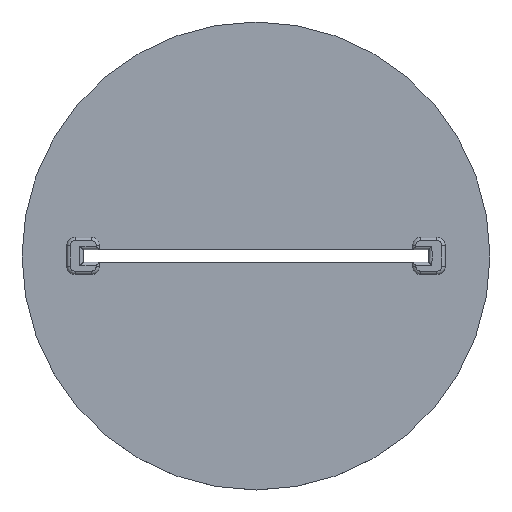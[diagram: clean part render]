
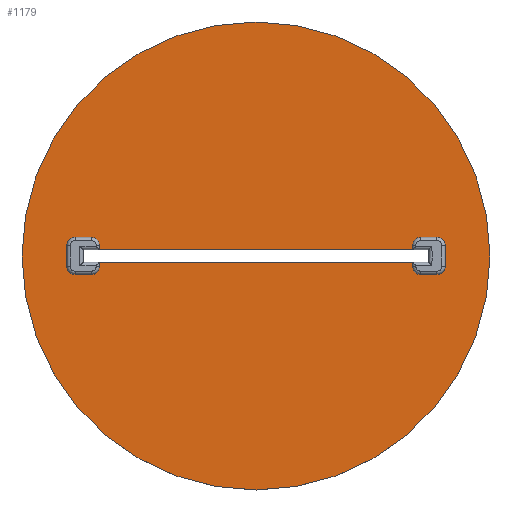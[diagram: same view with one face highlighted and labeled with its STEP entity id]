
A CAD part, top view. The second image highlights one B-rep face of the part: STEP entity #1179.
In plain terms, the highlighted planar face has unit normal (0, 0, 1).
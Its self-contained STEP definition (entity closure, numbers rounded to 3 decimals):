
#36=FACE_BOUND('',#283,.T.);
#113=CIRCLE('',#1274,1.);
#114=CIRCLE('',#1277,1.);
#115=CIRCLE('',#1280,1.);
#132=CIRCLE('',#1316,1.);
#133=CIRCLE('',#1319,1.);
#134=CIRCLE('',#1322,1.);
#135=CIRCLE('',#1326,1.);
#136=CIRCLE('',#1330,1.);
#138=CIRCLE('',#1336,28.7);
#204=FACE_OUTER_BOUND('',#282,.T.);
#282=EDGE_LOOP('',(#998));
#283=EDGE_LOOP('',(#999,#1000,#1001,#1002,#1003,#1004,#1005,#1006,#1007,
#1008,#1009,#1010,#1011,#1012,#1013,#1014,#1015,#1016,#1017,#1018));
#330=LINE('',#1920,#421);
#333=LINE('',#1928,#424);
#336=LINE('',#1936,#427);
#356=LINE('',#2019,#447);
#359=LINE('',#2027,#450);
#362=LINE('',#2035,#453);
#365=LINE('',#2044,#456);
#366=LINE('',#2047,#457);
#369=LINE('',#2055,#460);
#376=LINE('',#2073,#467);
#377=LINE('',#2074,#468);
#378=LINE('',#2075,#469);
#421=VECTOR('',#1523,10.);
#424=VECTOR('',#1532,10.);
#427=VECTOR('',#1541,10.);
#447=VECTOR('',#1633,10.);
#450=VECTOR('',#1642,10.);
#453=VECTOR('',#1651,10.);
#456=VECTOR('',#1662,10.);
#457=VECTOR('',#1665,10.);
#460=VECTOR('',#1674,10.);
#467=VECTOR('',#1691,10.);
#468=VECTOR('',#1692,10.);
#469=VECTOR('',#1693,10.);
#531=VERTEX_POINT('',#1912);
#532=VERTEX_POINT('',#1914);
#533=VERTEX_POINT('',#1918);
#534=VERTEX_POINT('',#1922);
#535=VERTEX_POINT('',#1926);
#536=VERTEX_POINT('',#1930);
#537=VERTEX_POINT('',#1934);
#562=VERTEX_POINT('',#2011);
#563=VERTEX_POINT('',#2013);
#564=VERTEX_POINT('',#2017);
#565=VERTEX_POINT('',#2021);
#566=VERTEX_POINT('',#2025);
#567=VERTEX_POINT('',#2029);
#568=VERTEX_POINT('',#2033);
#569=VERTEX_POINT('',#2038);
#570=VERTEX_POINT('',#2040);
#571=VERTEX_POINT('',#2046);
#572=VERTEX_POINT('',#2050);
#573=VERTEX_POINT('',#2054);
#578=VERTEX_POINT('',#2070);
#579=VERTEX_POINT('',#2072);
#654=EDGE_CURVE('',#531,#532,#113,.F.);
#657=EDGE_CURVE('',#531,#533,#330,.T.);
#659=EDGE_CURVE('',#534,#533,#114,.F.);
#661=EDGE_CURVE('',#534,#535,#333,.T.);
#663=EDGE_CURVE('',#536,#535,#115,.F.);
#665=EDGE_CURVE('',#536,#537,#336,.T.);
#703=EDGE_CURVE('',#562,#563,#132,.F.);
#706=EDGE_CURVE('',#562,#564,#356,.T.);
#708=EDGE_CURVE('',#565,#564,#133,.F.);
#710=EDGE_CURVE('',#565,#566,#359,.T.);
#712=EDGE_CURVE('',#567,#566,#134,.F.);
#714=EDGE_CURVE('',#567,#568,#362,.T.);
#716=EDGE_CURVE('',#569,#570,#135,.F.);
#718=EDGE_CURVE('',#569,#532,#365,.T.);
#719=EDGE_CURVE('',#571,#563,#366,.T.);
#721=EDGE_CURVE('',#571,#572,#136,.F.);
#723=EDGE_CURVE('',#573,#572,#369,.T.);
#731=EDGE_CURVE('',#578,#578,#138,.T.);
#732=EDGE_CURVE('',#568,#579,#376,.T.);
#733=EDGE_CURVE('',#579,#570,#377,.T.);
#734=EDGE_CURVE('',#537,#573,#378,.T.);
#998=ORIENTED_EDGE('',*,*,#731,.T.);
#999=ORIENTED_EDGE('',*,*,#714,.T.);
#1000=ORIENTED_EDGE('',*,*,#732,.T.);
#1001=ORIENTED_EDGE('',*,*,#733,.T.);
#1002=ORIENTED_EDGE('',*,*,#716,.F.);
#1003=ORIENTED_EDGE('',*,*,#718,.T.);
#1004=ORIENTED_EDGE('',*,*,#654,.F.);
#1005=ORIENTED_EDGE('',*,*,#657,.T.);
#1006=ORIENTED_EDGE('',*,*,#659,.F.);
#1007=ORIENTED_EDGE('',*,*,#661,.T.);
#1008=ORIENTED_EDGE('',*,*,#663,.F.);
#1009=ORIENTED_EDGE('',*,*,#665,.T.);
#1010=ORIENTED_EDGE('',*,*,#734,.T.);
#1011=ORIENTED_EDGE('',*,*,#723,.T.);
#1012=ORIENTED_EDGE('',*,*,#721,.F.);
#1013=ORIENTED_EDGE('',*,*,#719,.T.);
#1014=ORIENTED_EDGE('',*,*,#703,.F.);
#1015=ORIENTED_EDGE('',*,*,#706,.T.);
#1016=ORIENTED_EDGE('',*,*,#708,.F.);
#1017=ORIENTED_EDGE('',*,*,#710,.T.);
#1018=ORIENTED_EDGE('',*,*,#712,.F.);
#1113=PLANE('',#1335);
#1179=ADVANCED_FACE('',(#204,#36),#1113,.T.);
#1274=AXIS2_PLACEMENT_3D('',#1915,#1517,#1518);
#1277=AXIS2_PLACEMENT_3D('',#1924,#1527,#1528);
#1280=AXIS2_PLACEMENT_3D('',#1932,#1536,#1537);
#1316=AXIS2_PLACEMENT_3D('',#2014,#1627,#1628);
#1319=AXIS2_PLACEMENT_3D('',#2023,#1637,#1638);
#1322=AXIS2_PLACEMENT_3D('',#2031,#1646,#1647);
#1326=AXIS2_PLACEMENT_3D('',#2041,#1657,#1658);
#1330=AXIS2_PLACEMENT_3D('',#2051,#1669,#1670);
#1335=AXIS2_PLACEMENT_3D('',#2069,#1687,#1688);
#1336=AXIS2_PLACEMENT_3D('',#2071,#1689,#1690);
#1517=DIRECTION('center_axis',(0.,0.,-1.));
#1518=DIRECTION('ref_axis',(0.707,0.707,0.));
#1523=DIRECTION('',(0.,-1.,0.));
#1527=DIRECTION('center_axis',(0.,0.,-1.));
#1528=DIRECTION('ref_axis',(0.707,-0.707,0.));
#1532=DIRECTION('',(-1.,0.,0.));
#1536=DIRECTION('center_axis',(0.,0.,-1.));
#1537=DIRECTION('ref_axis',(-0.707,-0.707,0.));
#1541=DIRECTION('',(0.,1.,0.));
#1627=DIRECTION('center_axis',(0.,0.,-1.));
#1628=DIRECTION('ref_axis',(-0.707,-0.707,0.));
#1633=DIRECTION('',(0.,1.,0.));
#1637=DIRECTION('center_axis',(0.,0.,-1.));
#1638=DIRECTION('ref_axis',(-0.707,0.707,0.));
#1642=DIRECTION('',(1.,0.,0.));
#1646=DIRECTION('center_axis',(0.,0.,-1.));
#1647=DIRECTION('ref_axis',(0.707,0.707,0.));
#1651=DIRECTION('',(0.,-1.,0.));
#1657=DIRECTION('center_axis',(0.,0.,-1.));
#1658=DIRECTION('ref_axis',(-0.707,0.707,0.));
#1662=DIRECTION('',(1.,0.,0.));
#1665=DIRECTION('',(-1.,0.,0.));
#1669=DIRECTION('center_axis',(0.,0.,-1.));
#1670=DIRECTION('ref_axis',(0.707,-0.707,0.));
#1674=DIRECTION('',(0.,-1.,0.));
#1687=DIRECTION('center_axis',(0.,0.,1.));
#1688=DIRECTION('ref_axis',(-1.,0.,0.));
#1689=DIRECTION('center_axis',(0.,0.,1.));
#1690=DIRECTION('ref_axis',(-1.,0.,0.));
#1691=DIRECTION('',(1.,0.,0.));
#1692=DIRECTION('',(0.,1.,0.));
#1693=DIRECTION('',(-1.,0.,0.));
#1912=CARTESIAN_POINT('',(23.2,1.275,9.6));
#1914=CARTESIAN_POINT('',(22.2,2.275,9.6));
#1915=CARTESIAN_POINT('Origin',(22.2,1.275,9.6));
#1918=CARTESIAN_POINT('',(23.2,-1.275,9.6));
#1920=CARTESIAN_POINT('',(23.2,-1.138,9.6));
#1922=CARTESIAN_POINT('',(22.2,-2.275,9.6));
#1924=CARTESIAN_POINT('Origin',(22.2,-1.275,9.6));
#1926=CARTESIAN_POINT('',(20.2,-2.275,9.6));
#1928=CARTESIAN_POINT('',(9.6,-2.275,9.6));
#1930=CARTESIAN_POINT('',(19.2,-1.275,9.6));
#1932=CARTESIAN_POINT('Origin',(20.2,-1.275,9.6));
#1934=CARTESIAN_POINT('',(19.2,-0.775,9.6));
#1936=CARTESIAN_POINT('',(19.2,-0.388,9.6));
#2011=CARTESIAN_POINT('',(-23.2,-1.275,9.6));
#2013=CARTESIAN_POINT('',(-22.2,-2.275,9.6));
#2014=CARTESIAN_POINT('Origin',(-22.2,-1.275,9.6));
#2017=CARTESIAN_POINT('',(-23.2,1.275,9.6));
#2019=CARTESIAN_POINT('',(-23.2,1.138,9.6));
#2021=CARTESIAN_POINT('',(-22.2,2.275,9.6));
#2023=CARTESIAN_POINT('Origin',(-22.2,1.275,9.6));
#2025=CARTESIAN_POINT('',(-20.2,2.275,9.6));
#2027=CARTESIAN_POINT('',(-9.6,2.275,9.6));
#2029=CARTESIAN_POINT('',(-19.2,1.275,9.6));
#2031=CARTESIAN_POINT('Origin',(-20.2,1.275,9.6));
#2033=CARTESIAN_POINT('',(-19.2,0.775,9.6));
#2035=CARTESIAN_POINT('',(-19.2,0.387,9.6));
#2038=CARTESIAN_POINT('',(20.2,2.275,9.6));
#2040=CARTESIAN_POINT('',(19.2,1.275,9.6));
#2041=CARTESIAN_POINT('Origin',(20.2,1.275,9.6));
#2044=CARTESIAN_POINT('',(11.6,2.275,9.6));
#2046=CARTESIAN_POINT('',(-20.2,-2.275,9.6));
#2047=CARTESIAN_POINT('',(-11.6,-2.275,9.6));
#2050=CARTESIAN_POINT('',(-19.2,-1.275,9.6));
#2051=CARTESIAN_POINT('Origin',(-20.2,-1.275,9.6));
#2054=CARTESIAN_POINT('',(-19.2,-0.775,9.6));
#2055=CARTESIAN_POINT('',(-19.2,-1.138,9.6));
#2069=CARTESIAN_POINT('Origin',(0.,0.,9.6));
#2070=CARTESIAN_POINT('',(28.7,0.,9.6));
#2071=CARTESIAN_POINT('Origin',(0.,0.,9.6));
#2072=CARTESIAN_POINT('',(19.2,0.775,9.6));
#2073=CARTESIAN_POINT('',(10.593,0.775,9.6));
#2074=CARTESIAN_POINT('',(19.2,1.138,9.6));
#2075=CARTESIAN_POINT('',(-10.593,-0.775,9.6));
